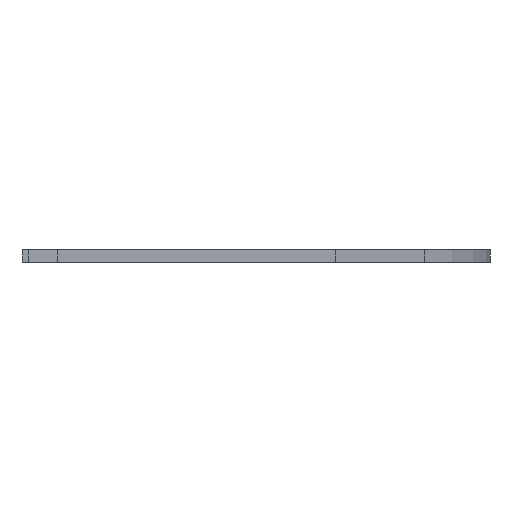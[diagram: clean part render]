
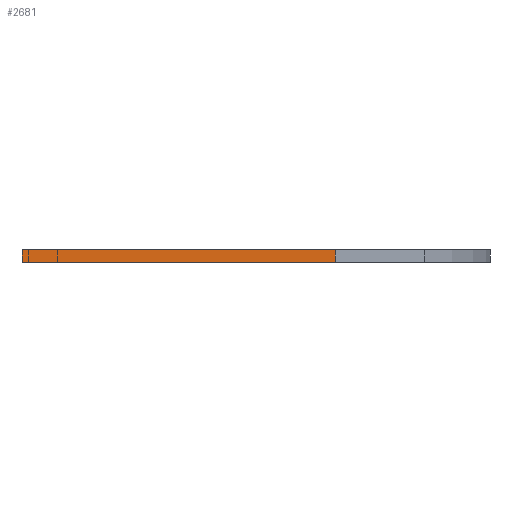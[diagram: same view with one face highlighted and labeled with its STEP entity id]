
A CAD part, left-side view. The second image highlights one B-rep face of the part: STEP entity #2681.
In plain terms, the highlighted planar face has unit normal (-1, 0, 0).
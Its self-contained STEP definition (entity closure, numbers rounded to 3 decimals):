
#168=PLANE('',#2973);
#273=FACE_OUTER_BOUND('',#487,.T.);
#487=EDGE_LOOP('',(#2357,#2358,#2359,#2360));
#595=LINE('',#4022,#817);
#628=LINE('',#4193,#850);
#724=LINE('',#4506,#946);
#725=LINE('',#4508,#947);
#817=VECTOR('',#3185,149.065);
#850=VECTOR('',#3328,149.065);
#946=VECTOR('',#3688,10.);
#947=VECTOR('',#3691,6.35);
#1199=VERTEX_POINT('',#4019);
#1200=VERTEX_POINT('',#4021);
#1282=VERTEX_POINT('',#4190);
#1283=VERTEX_POINT('',#4192);
#1470=EDGE_CURVE('',#1199,#1200,#595,.T.);
#1557=EDGE_CURVE('',#1283,#1282,#628,.T.);
#1716=EDGE_CURVE('',#1199,#1283,#724,.F.);
#1717=EDGE_CURVE('',#1282,#1200,#725,.T.);
#2357=ORIENTED_EDGE('',*,*,#1557,.T.);
#2358=ORIENTED_EDGE('',*,*,#1717,.T.);
#2359=ORIENTED_EDGE('',*,*,#1470,.F.);
#2360=ORIENTED_EDGE('',*,*,#1716,.T.);
#2681=ADVANCED_FACE('',(#273),#168,.F.);
#2973=AXIS2_PLACEMENT_3D('',#4507,#3689,#3690);
#3185=DIRECTION('',(0.,-1.,0.));
#3328=DIRECTION('',(0.,-1.,0.));
#3688=DIRECTION('',(0.,0.,1.));
#3689=DIRECTION('center_axis',(1.,0.,0.));
#3690=DIRECTION('ref_axis',(0.,0.,-1.));
#3691=DIRECTION('',(0.,0.,1.));
#4019=CARTESIAN_POINT('',(-450.374,11.825,6.35));
#4021=CARTESIAN_POINT('',(-450.374,-152.24,6.35));
#4022=CARTESIAN_POINT('',(-450.374,-3.175,6.35));
#4190=CARTESIAN_POINT('',(-450.374,-152.24,0.));
#4192=CARTESIAN_POINT('',(-450.374,11.825,0.));
#4193=CARTESIAN_POINT('',(-450.374,-3.175,0.));
#4506=CARTESIAN_POINT('',(-450.374,11.825,6.35));
#4507=CARTESIAN_POINT('Origin',(-450.374,-3.175,6.35));
#4508=CARTESIAN_POINT('',(-450.374,-152.24,0.));
